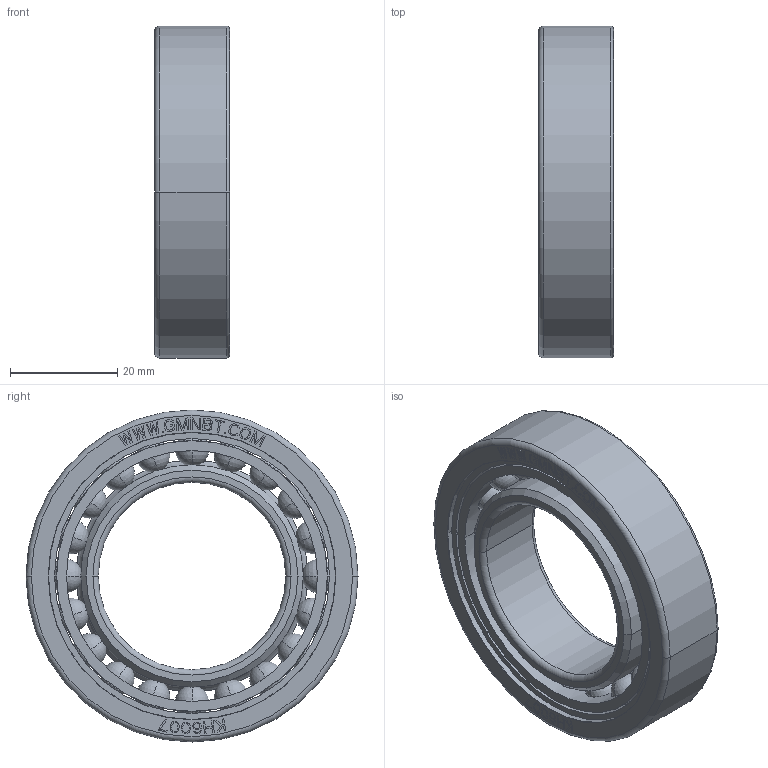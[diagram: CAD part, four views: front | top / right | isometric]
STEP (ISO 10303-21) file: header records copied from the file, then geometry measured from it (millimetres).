
FILE_DESCRIPTION((''),'2;1');
FILE_NAME('KH6007_PRT','2014-11-17T',('sales 4'),(''),'PRO/ENGINEER BY PARAMETRIC TECHNOLOGY CORPORATION, 2013150','PRO/ENGINEER BY PARAMETRIC TECHNOLOGY CORPORATION, 2013150','');
FILE_SCHEMA(('AUTOMOTIVE_DESIGN { 1 0 10303 214 1 1 1 1 }'));
Length unit declared in the file: millimetre
Products named in the file (1): KH6007_PRT
Bounding box: 14.01 x 62 x 62 mm (x, y, z)
Volume: 21644.5 mm3; surface area: 16812.4 mm2
Topology: 23 solids, 23 shells, 590 faces, 1651 edges, 1050 vertices
Faces by surface type: plane 470, cylinder 58, sphere 40, torus 12, cone 10
Entity records: 28229 total; most frequent: CARTESIAN_POINT 8271, ORIENTED_EDGE 3142, DIRECTION 2779, PRESENTATION_STYLE_ASSIGNMENT 1619, STYLED_ITEM 1594, CURVE_STYLE 1571, EDGE_CURVE 1571, VECTOR 1383
